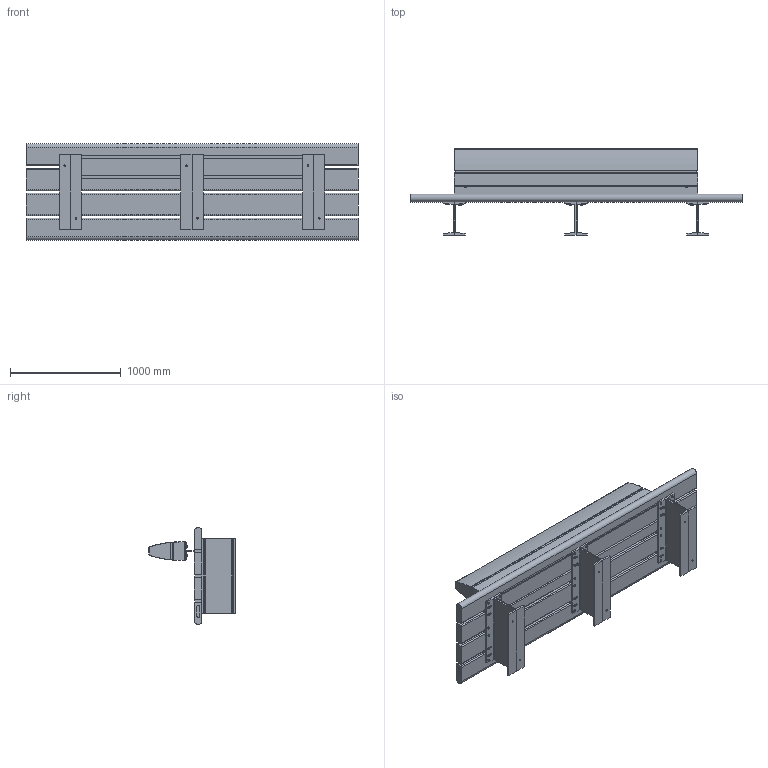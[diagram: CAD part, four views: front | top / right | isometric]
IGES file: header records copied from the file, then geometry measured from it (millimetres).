
Start section: SolidWorks IGES file using analytic representation for surfaces
Global section: file name: COMUNITARIO 3M CON RESPALDO.IGS; native system: SolidWorks 2013; preprocessor: SolidWorks 2013; author: MarioV; date: 150325.134843; units: millimetre
Bounding box: 3000 x 780 x 875 mm (x, y, z)
Volume: 293661709 mm3; surface area: 14958718.3 mm2
Topology: 86 solids, 86 shells, 4447 faces, 11721 edges, 7508 vertices
Faces by surface type: revolution 2184, plane 1655, bspline 608
